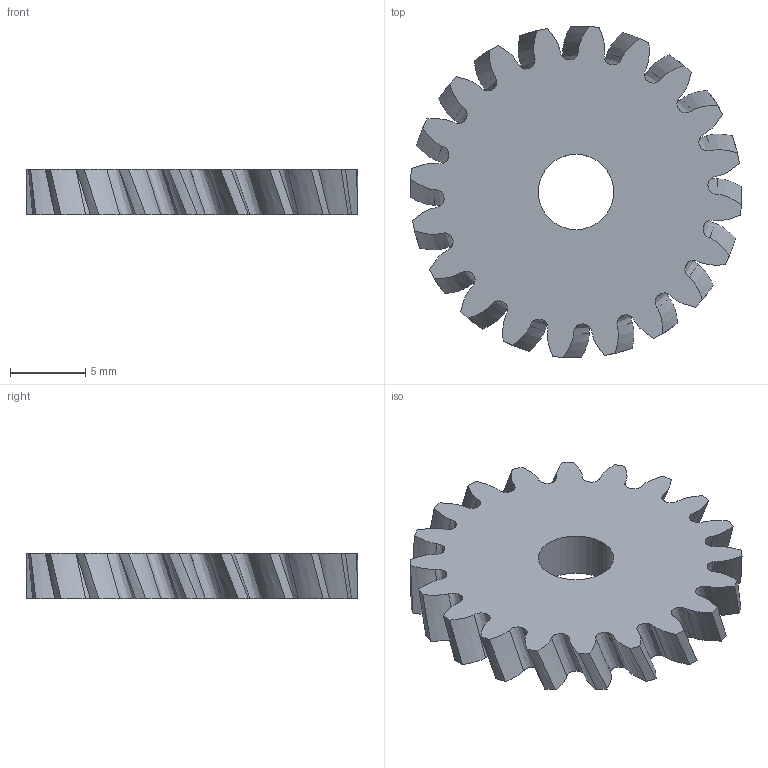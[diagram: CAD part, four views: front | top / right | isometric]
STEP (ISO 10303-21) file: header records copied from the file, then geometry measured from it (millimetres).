
FILE_DESCRIPTION(('Zoo Text-to-CAD'),'1');
FILE_NAME('Zoo Text-to-CAD model','2024-09-01T17:07:56',('Author'),('Zoo'),'Zoo Text-to-CAD','text-to-cad.zoo.dev','Unknown');
FILE_SCHEMA(('AUTOMOTIVE_DESIGN { 1 0 10303 214 1 1 1 1 }'));
Length unit declared in the file: millimetre
Products named in the file (1): Zoo Text-to-CAD
Bounding box: 21.99 x 21.99 x 3 mm (x, y, z)
Volume: 868.6 mm3; surface area: 1008.2 mm2
Topology: 1 solids, 1 shells, 83 faces, 243 edges, 162 vertices
Faces by surface type: bspline 80, plane 2, cylinder 1
Full cylindrical faces by diameter (mm): 5 x1
Entity records: 7232 total; most frequent: CARTESIAN_POINT 3375, ORIENTED_EDGE 486, PCURVE 486, DEFINITIONAL_REPRESENTATION 486, B_SPLINE_CURVE_WITH_KNOTS 400, DIRECTION 339, LINE 325, VECTOR 325
